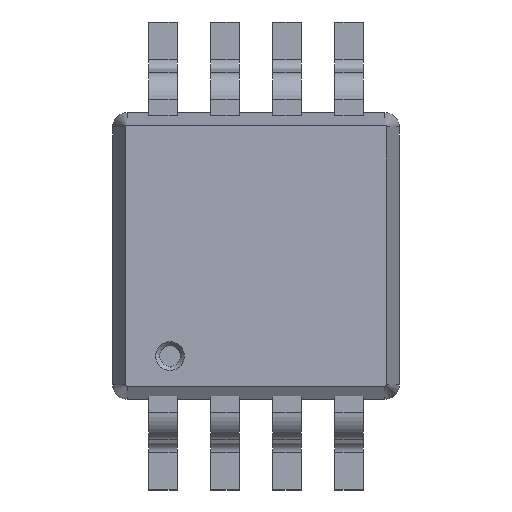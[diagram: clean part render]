
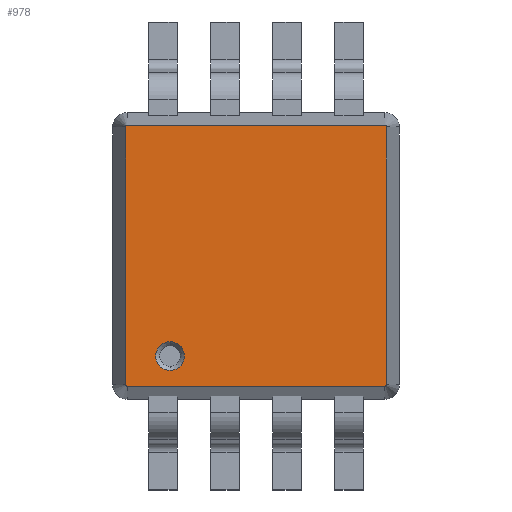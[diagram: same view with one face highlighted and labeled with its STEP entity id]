
A CAD part, top view. The second image highlights one B-rep face of the part: STEP entity #978.
In plain terms, the highlighted planar face has unit normal (0, 0, 1).
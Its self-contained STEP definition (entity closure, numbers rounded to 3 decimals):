
#35 = VERTEX_POINT('',#36);
#36 = CARTESIAN_POINT('',(-0.9,-0.9,1.15));
#42 = EDGE_CURVE('',#43,#35,#45,.T.);
#43 = VERTEX_POINT('',#44);
#44 = CARTESIAN_POINT('',(-0.9,-1.2,1.15));
#45 = CIRCLE('',#46,0.15);
#46 = AXIS2_PLACEMENT_3D('',#47,#48,#49);
#47 = CARTESIAN_POINT('',(-0.9,-1.05,1.15));
#48 = DIRECTION('',(0.,0.,1.));
#49 = DIRECTION('',(0.,1.,0.));
#252 = VERTEX_POINT('',#253);
#253 = CARTESIAN_POINT('',(1.35,-1.366,1.15));
#259 = EDGE_CURVE('',#260,#252,#262,.T.);
#260 = VERTEX_POINT('',#261);
#261 = CARTESIAN_POINT('',(-1.35,-1.366,1.15));
#262 = LINE('',#263,#264);
#263 = CARTESIAN_POINT('',(-1.35,-1.366,1.15));
#264 = VECTOR('',#265,1.);
#265 = DIRECTION('',(1.,0.,0.));
#727 = EDGE_CURVE('',#728,#260,#730,.T.);
#728 = VERTEX_POINT('',#729);
#729 = CARTESIAN_POINT('',(-1.366,-1.35,1.15));
#730 = CIRCLE('',#731,0.016);
#731 = AXIS2_PLACEMENT_3D('',#732,#733,#734);
#732 = CARTESIAN_POINT('',(-1.35,-1.35,1.15));
#733 = DIRECTION('',(0.,0.,1.));
#734 = DIRECTION('',(0.,-1.,0.));
#752 = VERTEX_POINT('',#753);
#753 = CARTESIAN_POINT('',(1.366,-1.35,1.15));
#759 = EDGE_CURVE('',#252,#752,#760,.T.);
#760 = CIRCLE('',#761,0.016);
#761 = AXIS2_PLACEMENT_3D('',#762,#763,#764);
#762 = CARTESIAN_POINT('',(1.35,-1.35,1.15));
#763 = DIRECTION('',(0.,0.,1.));
#764 = DIRECTION('',(0.,-1.,0.));
#777 = VERTEX_POINT('',#778);
#778 = CARTESIAN_POINT('',(1.366,1.35,1.15));
#784 = EDGE_CURVE('',#752,#777,#785,.T.);
#785 = LINE('',#786,#787);
#786 = CARTESIAN_POINT('',(1.366,-1.35,1.15));
#787 = VECTOR('',#788,1.);
#788 = DIRECTION('',(0.,1.,0.));
#801 = VERTEX_POINT('',#802);
#802 = CARTESIAN_POINT('',(1.35,1.366,1.15));
#808 = EDGE_CURVE('',#777,#801,#809,.T.);
#809 = CIRCLE('',#810,0.016);
#810 = AXIS2_PLACEMENT_3D('',#811,#812,#813);
#811 = CARTESIAN_POINT('',(1.35,1.35,1.15));
#812 = DIRECTION('',(0.,0.,1.));
#813 = DIRECTION('',(0.,-1.,0.));
#918 = VERTEX_POINT('',#919);
#919 = CARTESIAN_POINT('',(-1.35,1.366,1.15));
#925 = EDGE_CURVE('',#801,#918,#926,.T.);
#926 = LINE('',#927,#928);
#927 = CARTESIAN_POINT('',(-1.35,1.366,1.15));
#928 = VECTOR('',#929,1.);
#929 = DIRECTION('',(-1.,0.,0.));
#942 = VERTEX_POINT('',#943);
#943 = CARTESIAN_POINT('',(-1.366,1.35,1.15));
#949 = EDGE_CURVE('',#918,#942,#950,.T.);
#950 = CIRCLE('',#951,0.016);
#951 = AXIS2_PLACEMENT_3D('',#952,#953,#954);
#952 = CARTESIAN_POINT('',(-1.35,1.35,1.15));
#953 = DIRECTION('',(0.,0.,1.));
#954 = DIRECTION('',(0.,-1.,0.));
#967 = EDGE_CURVE('',#942,#728,#968,.T.);
#968 = LINE('',#969,#970);
#969 = CARTESIAN_POINT('',(-1.366,-1.35,1.15));
#970 = VECTOR('',#971,1.);
#971 = DIRECTION('',(0.,-1.,0.));
#978 = ADVANCED_FACE('',(#979,#989),#999,.F.);
#979 = FACE_BOUND('',#980,.T.);
#980 = EDGE_LOOP('',(#981,#988));
#981 = ORIENTED_EDGE('',*,*,#982,.F.);
#982 = EDGE_CURVE('',#35,#43,#983,.T.);
#983 = CIRCLE('',#984,0.15);
#984 = AXIS2_PLACEMENT_3D('',#985,#986,#987);
#985 = CARTESIAN_POINT('',(-0.9,-1.05,1.15));
#986 = DIRECTION('',(0.,0.,1.));
#987 = DIRECTION('',(0.,1.,0.));
#988 = ORIENTED_EDGE('',*,*,#42,.F.);
#989 = FACE_BOUND('',#990,.T.);
#990 = EDGE_LOOP('',(#991,#992,#993,#994,#995,#996,#997,#998));
#991 = ORIENTED_EDGE('',*,*,#727,.T.);
#992 = ORIENTED_EDGE('',*,*,#259,.T.);
#993 = ORIENTED_EDGE('',*,*,#759,.T.);
#994 = ORIENTED_EDGE('',*,*,#784,.T.);
#995 = ORIENTED_EDGE('',*,*,#808,.T.);
#996 = ORIENTED_EDGE('',*,*,#925,.T.);
#997 = ORIENTED_EDGE('',*,*,#949,.T.);
#998 = ORIENTED_EDGE('',*,*,#967,.T.);
#999 = PLANE('',#1000);
#1000 = AXIS2_PLACEMENT_3D('',#1001,#1002,#1003);
#1001 = CARTESIAN_POINT('',(-1.35,-1.35,1.15));
#1002 = DIRECTION('',(0.,0.,-1.));
#1003 = DIRECTION('',(0.,-1.,0.));
